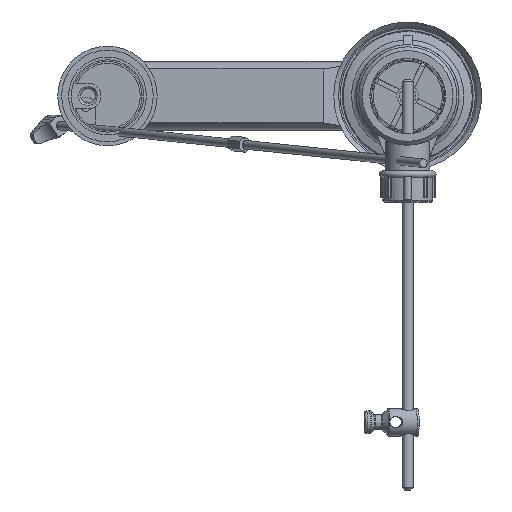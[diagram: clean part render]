
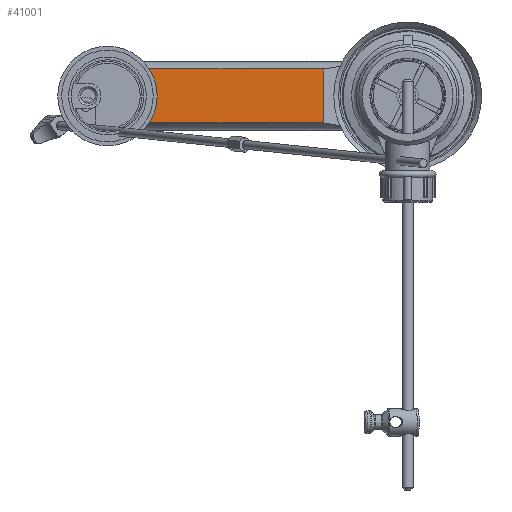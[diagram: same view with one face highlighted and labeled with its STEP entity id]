
A CAD part, front view. The second image highlights one B-rep face of the part: STEP entity #41001.
In plain terms, the highlighted planar face has unit normal (0, -1, 0).
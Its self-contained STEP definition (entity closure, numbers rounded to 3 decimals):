
#665 = ORIENTED_EDGE ( 'NONE', *, *, #4429, .F. ) ;
#1717 = CARTESIAN_POINT ( 'NONE',  ( 18.111, 112., -12.49 ) ) ;
#1769 = CARTESIAN_POINT ( 'NONE',  ( 21.13, 112., 6.151 ) ) ;
#1818 = DIRECTION ( 'NONE',  ( 0., 0., -1. ) ) ;
#2222 = CARTESIAN_POINT ( 'NONE',  ( 22., 112., -0.571 ) ) ;
#2374 = CARTESIAN_POINT ( 'NONE',  ( 20.306, 112., 8.498 ) ) ;
#2839 = VERTEX_POINT ( 'NONE', #36831 ) ;
#3685 = DIRECTION ( 'NONE',  ( -1., 0., 0. ) ) ;
#4429 = EDGE_CURVE ( 'NONE', #2839, #6065, #24481, .T. ) ;
#5286 = CARTESIAN_POINT ( 'NONE',  ( 20.98, 112., -6.623 ) ) ;
#5437 = CARTESIAN_POINT ( 'NONE',  ( 19.83, 112., -9.528 ) ) ;
#5747 = CARTESIAN_POINT ( 'NONE',  ( 21.001, 112., -6.554 ) ) ;
#5895 = CARTESIAN_POINT ( 'NONE',  ( 21.69, 112., 3.683 ) ) ;
#6065 = VERTEX_POINT ( 'NONE', #14192 ) ;
#8853 = CARTESIAN_POINT ( 'NONE',  ( 20.511, 112., -7.989 ) ) ;
#9011 = CARTESIAN_POINT ( 'NONE',  ( 21.713, 112., 3.546 ) ) ;
#9324 = CARTESIAN_POINT ( 'NONE',  ( 19.253, 112., -10.699 ) ) ;
#11863 = CARTESIAN_POINT ( 'NONE',  ( 135., 112., 12.49 ) ) ;
#12495 = EDGE_CURVE ( 'NONE', #2839, #35921, #45105, .T. ) ;
#12557 = CARTESIAN_POINT ( 'NONE',  ( 19.785, 112., -9.621 ) ) ;
#12871 = CARTESIAN_POINT ( 'NONE',  ( 21.967, 112., -1.425 ) ) ;
#13009 = CARTESIAN_POINT ( 'NONE',  ( 20.873, 112., 6.95 ) ) ;
#14192 = CARTESIAN_POINT ( 'NONE',  ( 100., 112., 12.49 ) ) ;
#15269 = VECTOR ( 'NONE', #3685, 1000. ) ;
#15933 = CARTESIAN_POINT ( 'NONE',  ( 20.917, 112., 6.819 ) ) ;
#16096 = CARTESIAN_POINT ( 'NONE',  ( 18.111, 112., 12.49 ) ) ;
#16160 = ORIENTED_EDGE ( 'NONE', *, *, #16324, .F. ) ;
#16252 = CARTESIAN_POINT ( 'NONE',  ( 21.564, 112., 4.375 ) ) ;
#16324 = EDGE_CURVE ( 'NONE', #6065, #27253, #29721, .T. ) ;
#16372 = DIRECTION ( 'NONE',  ( 0., 1., 0. ) ) ;
#16392 = CARTESIAN_POINT ( 'NONE',  ( 21.104, 112., -6.217 ) ) ;
#17462 = EDGE_LOOP ( 'NONE', ( #37427, #16160, #665, #34867 ) ) ;
#19306 = CARTESIAN_POINT ( 'NONE',  ( 19.665, 112., 9.863 ) ) ;
#19459 = CARTESIAN_POINT ( 'NONE',  ( 21.648, 112., -3.962 ) ) ;
#19607 = CARTESIAN_POINT ( 'NONE',  ( 22., 112., 1.142 ) ) ;
#19763 = CARTESIAN_POINT ( 'NONE',  ( 19.968, 112., 9.25 ) ) ;
#19917 = CARTESIAN_POINT ( 'NONE',  ( 19.739, 112., -9.714 ) ) ;
#22826 = CARTESIAN_POINT ( 'NONE',  ( 19.709, 112., 9.775 ) ) ;
#22976 = CARTESIAN_POINT ( 'NONE',  ( 18.841, 112., 11.38 ) ) ;
#23288 = CARTESIAN_POINT ( 'NONE',  ( 21.87, 112., -2.416 ) ) ;
#23428 = CARTESIAN_POINT ( 'NONE',  ( 19.297, 112., 10.571 ) ) ;
#24481 = LINE ( 'NONE', #11863, #33281 ) ;
#24598 = LINE ( 'NONE', #45786, #15269 ) ;
#26382 = CARTESIAN_POINT ( 'NONE',  ( 21.485, 112., -4.791 ) ) ;
#26551 = CARTESIAN_POINT ( 'NONE',  ( 19.934, 112., -9.311 ) ) ;
#26704 = CARTESIAN_POINT ( 'NONE',  ( 18.413, 112., 12.052 ) ) ;
#26852 = CARTESIAN_POINT ( 'NONE',  ( 21.24, 112., -5.744 ) ) ;
#27004 = CARTESIAN_POINT ( 'NONE',  ( 20.808, 112., 7.146 ) ) ;
#27253 = VERTEX_POINT ( 'NONE', #33745 ) ;
#27508 = EDGE_CURVE ( 'NONE', #27253, #35921, #24598, .T. ) ;
#29558 = DIRECTION ( 'NONE',  ( 1., 0., 0. ) ) ;
#29690 = CARTESIAN_POINT ( 'NONE',  ( 100., 112., 12.49 ) ) ;
#29721 = LINE ( 'NONE', #29690, #40202 ) ;
#29954 = CARTESIAN_POINT ( 'NONE',  ( 20.791, 112., -7.213 ) ) ;
#29974 = FACE_OUTER_BOUND ( 'NONE', #17462, .T. ) ;
#30104 = CARTESIAN_POINT ( 'NONE',  ( 21.912, 112., 2.276 ) ) ;
#30392 = PLANE ( 'NONE',  #45741 ) ;
#30408 = CARTESIAN_POINT ( 'NONE',  ( 19.695, 112., 9.804 ) ) ;
#30559 = CARTESIAN_POINT ( 'NONE',  ( 21.757, 112., -3.265 ) ) ;
#33281 = VECTOR ( 'NONE', #29558, 1000. ) ;
#33481 = CARTESIAN_POINT ( 'NONE',  ( 20.649, 112., 7.6 ) ) ;
#33641 = CARTESIAN_POINT ( 'NONE',  ( 21.816, 112., -2.84 ) ) ;
#33745 = CARTESIAN_POINT ( 'NONE',  ( 100., 112., -12.49 ) ) ;
#33800 = CARTESIAN_POINT ( 'NONE',  ( 21.356, 112., 5.337 ) ) ;
#33936 = CARTESIAN_POINT ( 'NONE',  ( 135., 112., 12.49 ) ) ;
#33946 = CARTESIAN_POINT ( 'NONE',  ( 19.514, 112., 10.16 ) ) ;
#34097 = CARTESIAN_POINT ( 'NONE',  ( 21.043, 112., -6.419 ) ) ;
#34867 = ORIENTED_EDGE ( 'NONE', *, *, #12495, .T. ) ;
#35921 = VERTEX_POINT ( 'NONE', #1717 ) ;
#36831 = CARTESIAN_POINT ( 'NONE',  ( 18.111, 112., 12.49 ) ) ;
#37179 = CARTESIAN_POINT ( 'NONE',  ( 19.755, 112., -9.683 ) ) ;
#37320 = CARTESIAN_POINT ( 'NONE',  ( 20.937, 112., 6.756 ) ) ;
#37427 = ORIENTED_EDGE ( 'NONE', *, *, #27508, .F. ) ;
#37481 = CARTESIAN_POINT ( 'NONE',  ( 18.715, 112., -11.614 ) ) ;
#37619 = DIRECTION ( 'NONE',  ( 1., 0., 0. ) ) ;
#40202 = VECTOR ( 'NONE', #1818, 1000. ) ;
#40592 = CARTESIAN_POINT ( 'NONE',  ( 20.134, 112., -8.874 ) ) ;
#40750 = CARTESIAN_POINT ( 'NONE',  ( 21.778, 112., -3.123 ) ) ;
#41001 = ADVANCED_FACE ( 'NONE', ( #29974 ), #30392, .F. ) ;
#41066 = CARTESIAN_POINT ( 'NONE',  ( 18.111, 112., -12.49 ) ) ;
#44154 = CARTESIAN_POINT ( 'NONE',  ( 19.62, 112., 9.953 ) ) ;
#44460 = CARTESIAN_POINT ( 'NONE',  ( 21.641, 112., 3.96 ) ) ;
#45105 = B_SPLINE_CURVE_WITH_KNOTS ( 'NONE', 3,
 ( #16096, #26704, #22976, #23428, #33946, #44154, #19306, #30408, #22826, #19763, #2374, #33481, #27004, #13009, #15933, #37320, #1769, #33800, #16252, #44460, #5895, #9011, #30104, #19607, #2222, #12871, #23288, #33641, #40750, #30559, #19459, #26382, #26852, #16392, #34097, #5747, #5286, #29954, #8853, #40592, #26551, #5437, #12557, #37179, #19917, #9324, #37481, #41066 ),
 .UNSPECIFIED., .F., .F.,
 ( 4, 1, 1, 1, 1, 2, 2, 1, 1, 1, 2, 2, 1, 1, 2, 2, 2, 1, 1, 2, 2, 1, 1, 1, 2, 2, 1, 1, 1, 1, 2, 2, 4 ),
 ( 0., 0.063, 0.094, 0.109, 0.117, 0.121, 0.125, 0.188, 0.219, 0.234, 0.242, 0.25, 0.313, 0.344, 0.359, 0.375, 0.5, 0.562, 0.594, 0.609, 0.625, 0.687, 0.719, 0.734, 0.742, 0.75, 0.812, 0.844, 0.859, 0.867, 0.871, 0.875, 1. ),
 .UNSPECIFIED. ) ;
#45741 = AXIS2_PLACEMENT_3D ( 'NONE', #33936, #16372, #37619 ) ;
#45786 = CARTESIAN_POINT ( 'NONE',  ( 135., 112., -12.49 ) ) ;
